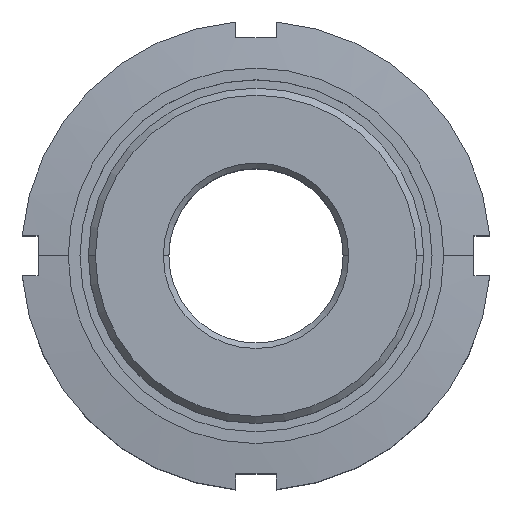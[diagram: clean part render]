
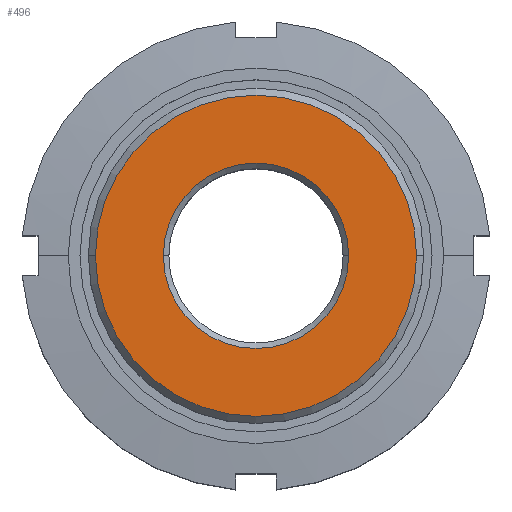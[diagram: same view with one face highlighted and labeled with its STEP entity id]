
A CAD part, top view. The second image highlights one B-rep face of the part: STEP entity #496.
In plain terms, the highlighted planar face has unit normal (0, 0, 1).
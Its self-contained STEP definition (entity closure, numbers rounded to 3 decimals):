
#462=EDGE_CURVE('',#982,#808,#1231,.T.);
#496=ADVANCED_FACE('',(#1272,#1273),#1274,.T.);
#618=VERTEX_POINT('',#1410);
#648=EDGE_CURVE('',#618,#1078,#1445,.T.);
#808=VERTEX_POINT('',#1624);
#812=EDGE_CURVE('',#808,#982,#1629,.T.);
#982=VERTEX_POINT('',#1817);
#1050=EDGE_CURVE('',#1078,#618,#1889,.T.);
#1078=VERTEX_POINT('',#1918);
#1231=CIRCLE('',#2137,13.825);
#1272=FACE_OUTER_BOUND('',#2220,.T.);
#1273=FACE_BOUND('',#2221,.T.);
#1274=PLANE('',#2222);
#1410=CARTESIAN_POINT('',(-23.955,0.,33.0));
#1445=CIRCLE('',#2555,23.955);
#1624=CARTESIAN_POINT('',(13.825,0.,33.0));
#1629=CIRCLE('',#2915,13.825);
#1817=CARTESIAN_POINT('',(-13.825,0.,33.0));
#1889=CIRCLE('',#3393,23.955);
#1918=CARTESIAN_POINT('',(23.955,0.,33.0));
#2137=AXIS2_PLACEMENT_3D('',#3626,#3627,#3628);
#2220=EDGE_LOOP('',(#3692,#3693));
#2221=EDGE_LOOP('',(#3694,#3695));
#2222=AXIS2_PLACEMENT_3D('',#3696,#3697,#3698);
#2555=AXIS2_PLACEMENT_3D('',#3907,#3908,#3909);
#2915=AXIS2_PLACEMENT_3D('',#4119,#4120,#4121);
#3393=AXIS2_PLACEMENT_3D('',#4404,#4405,#4406);
#3626=CARTESIAN_POINT('',(0.0,0.,33.0));
#3627=DIRECTION('',(0.0,0.,-1.0));
#3628=DIRECTION('',(1.0,0.0,0.0));
#3692=ORIENTED_EDGE('',*,*,#1050,.F.);
#3693=ORIENTED_EDGE('',*,*,#648,.F.);
#3694=ORIENTED_EDGE('',*,*,#812,.T.);
#3695=ORIENTED_EDGE('',*,*,#462,.T.);
#3696=CARTESIAN_POINT('',(18.89,0.,33.0));
#3697=DIRECTION('',(0.0,0.,1.0));
#3698=DIRECTION('',(-1.0,0.0,0.0));
#3907=CARTESIAN_POINT('',(0.0,0.,33.0));
#3908=DIRECTION('',(0.0,0.,-1.0));
#3909=DIRECTION('',(1.0,0.0,0.0));
#4119=CARTESIAN_POINT('',(0.0,0.,33.0));
#4120=DIRECTION('',(0.0,0.,-1.0));
#4121=DIRECTION('',(1.0,0.0,0.0));
#4404=CARTESIAN_POINT('',(0.0,0.,33.0));
#4405=DIRECTION('',(0.0,0.,-1.0));
#4406=DIRECTION('',(1.0,0.0,0.0));
